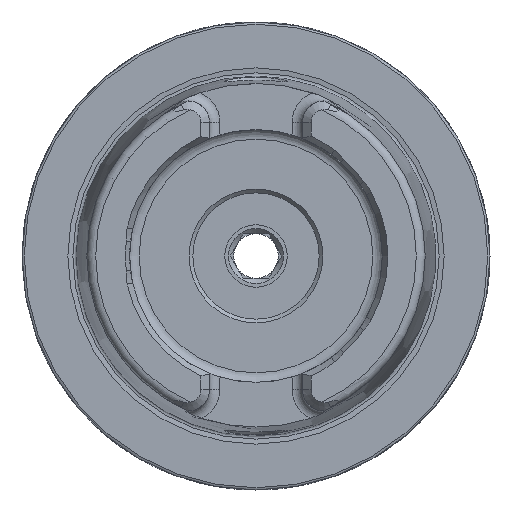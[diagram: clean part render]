
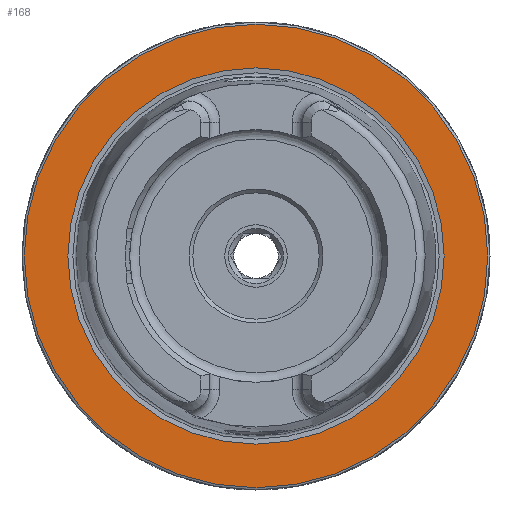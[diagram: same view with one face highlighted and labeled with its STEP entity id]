
A CAD part, left-side view. The second image highlights one B-rep face of the part: STEP entity #168.
In plain terms, the highlighted planar face has unit normal (-1, 0, 0).
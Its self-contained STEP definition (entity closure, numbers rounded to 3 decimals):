
#168 = ADVANCED_FACE ( 'NONE', ( #11771, #7688 ), #191, .F. ) ;
#191 = PLANE ( 'NONE',  #2877 ) ;
#889 = DIRECTION ( 'NONE',  ( -1., 0., 0. ) ) ;
#1278 = DIRECTION ( 'NONE',  ( 1., 0., 0. ) ) ;
#2671 = CARTESIAN_POINT ( 'NONE',  ( 0., 0., 25.324 ) ) ;
#2821 = DIRECTION ( 'NONE',  ( -1., 0., 0. ) ) ;
#2877 = AXIS2_PLACEMENT_3D ( 'NONE', #6620, #1278, #7602 ) ;
#4272 = EDGE_CURVE ( 'NONE', #5830, #5830, #12516, .T. ) ;
#4918 = DIRECTION ( 'NONE',  ( 0., 0., 1. ) ) ;
#4945 = CARTESIAN_POINT ( 'NONE',  ( 0., 0., 31.2 ) ) ;
#5830 = VERTEX_POINT ( 'NONE', #2671 ) ;
#6351 = CIRCLE ( 'NONE', #12163, 31.2 ) ;
#6620 = CARTESIAN_POINT ( 'NONE',  ( 0., 31.2, 0. ) ) ;
#6635 = VERTEX_POINT ( 'NONE', #4945 ) ;
#7602 = DIRECTION ( 'NONE',  ( 0., 0., -1. ) ) ;
#7688 = FACE_OUTER_BOUND ( 'NONE', #11075, .T. ) ;
#8038 = CARTESIAN_POINT ( 'NONE',  ( 0., 0., 0. ) ) ;
#8519 = EDGE_LOOP ( 'NONE', ( #11770 ) ) ;
#9039 = ORIENTED_EDGE ( 'NONE', *, *, #12836, .T. ) ;
#11075 = EDGE_LOOP ( 'NONE', ( #9039 ) ) ;
#11223 = DIRECTION ( 'NONE',  ( 0., 0., 1. ) ) ;
#11770 = ORIENTED_EDGE ( 'NONE', *, *, #4272, .F. ) ;
#11771 = FACE_BOUND ( 'NONE', #8519, .T. ) ;
#11776 = AXIS2_PLACEMENT_3D ( 'NONE', #8038, #2821, #11223 ) ;
#12163 = AXIS2_PLACEMENT_3D ( 'NONE', #13433, #889, #4918 ) ;
#12516 = CIRCLE ( 'NONE', #11776, 25.324 ) ;
#12836 = EDGE_CURVE ( 'NONE', #6635, #6635, #6351, .T. ) ;
#13433 = CARTESIAN_POINT ( 'NONE',  ( 0., 0., 0. ) ) ;
